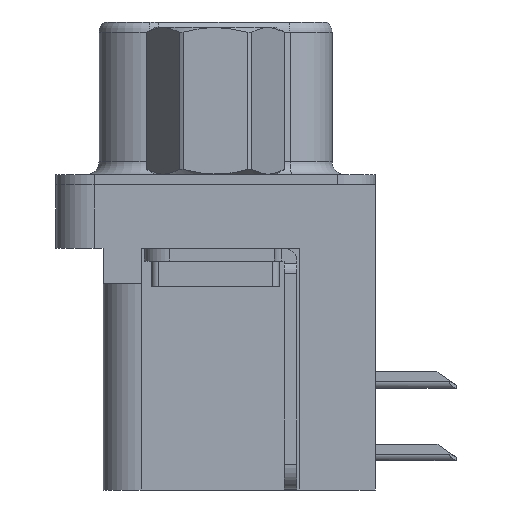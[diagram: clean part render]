
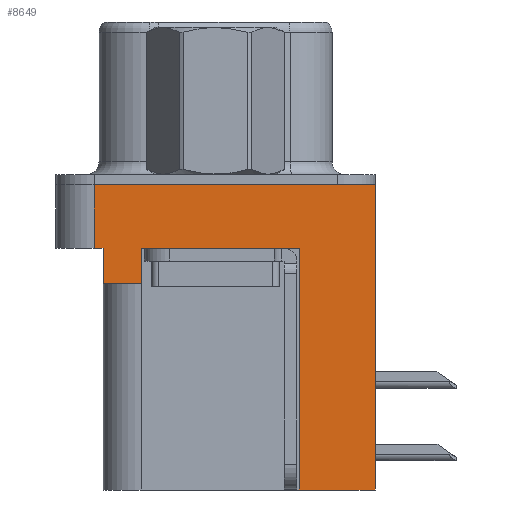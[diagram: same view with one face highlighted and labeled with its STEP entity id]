
A CAD part, left-side view. The second image highlights one B-rep face of the part: STEP entity #8649.
In plain terms, the highlighted planar face has unit normal (-1, 0, 0).
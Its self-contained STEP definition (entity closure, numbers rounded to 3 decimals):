
#213 = CARTESIAN_POINT ( 'NONE',  ( -2.91, -6.275, -2.5 ) ) ;
#301 = LINE ( 'NONE', #14438, #2079 ) ;
#516 = VECTOR ( 'NONE', #816, 1000. ) ;
#816 = DIRECTION ( 'NONE',  ( 0., 1., 0. ) ) ;
#885 = EDGE_CURVE ( 'NONE', #21094, #17614, #1172, .T. ) ;
#971 = LINE ( 'NONE', #17226, #9644 ) ;
#1172 = LINE ( 'NONE', #6653, #17459 ) ;
#1611 = VERTEX_POINT ( 'NONE', #20984 ) ;
#1752 = CARTESIAN_POINT ( 'NONE',  ( -2.91, -3.295, -2.5 ) ) ;
#1853 = DIRECTION ( 'NONE',  ( -1., 0., 0. ) ) ;
#1930 = EDGE_CURVE ( 'NONE', #2995, #4380, #6248, .T. ) ;
#2045 = LINE ( 'NONE', #7378, #516 ) ;
#2079 = VECTOR ( 'NONE', #3116, 1000. ) ;
#2162 = ORIENTED_EDGE ( 'NONE', *, *, #12457, .F. ) ;
#2406 = LINE ( 'NONE', #12494, #14642 ) ;
#2562 = DIRECTION ( 'NONE',  ( 0., -1., 0. ) ) ;
#2626 = EDGE_CURVE ( 'NONE', #5590, #11111, #19211, .T. ) ;
#2815 = CARTESIAN_POINT ( 'NONE',  ( -2.91, 2.895, -3.9 ) ) ;
#2995 = VERTEX_POINT ( 'NONE', #14214 ) ;
#3116 = DIRECTION ( 'NONE',  ( 0., 0., 1. ) ) ;
#3319 = EDGE_CURVE ( 'NONE', #17614, #11111, #9234, .T. ) ;
#3391 = VERTEX_POINT ( 'NONE', #10313 ) ;
#3665 = VECTOR ( 'NONE', #14297, 1000. ) ;
#3699 = ORIENTED_EDGE ( 'NONE', *, *, #3767, .F. ) ;
#3767 = EDGE_CURVE ( 'NONE', #14338, #1611, #301, .T. ) ;
#4196 = VECTOR ( 'NONE', #2562, 1000. ) ;
#4380 = VERTEX_POINT ( 'NONE', #5311 ) ;
#4455 = ORIENTED_EDGE ( 'NONE', *, *, #2626, .T. ) ;
#5311 = CARTESIAN_POINT ( 'NONE',  ( -2.91, -6.275, 0. ) ) ;
#5394 = CARTESIAN_POINT ( 'NONE',  ( -2.91, 4.425, -3.9 ) ) ;
#5590 = VERTEX_POINT ( 'NONE', #10916 ) ;
#6058 = ORIENTED_EDGE ( 'NONE', *, *, #3319, .F. ) ;
#6067 = DIRECTION ( 'NONE',  ( 0., -1., 0. ) ) ;
#6170 = VECTOR ( 'NONE', #14775, 1000. ) ;
#6183 = CARTESIAN_POINT ( 'NONE',  ( -2.91, -6.275, -2.5 ) ) ;
#6214 = DIRECTION ( 'NONE',  ( 0., 1., 0. ) ) ;
#6248 = LINE ( 'NONE', #7139, #14389 ) ;
#6500 = EDGE_LOOP ( 'NONE', ( #11142, #2162, #18396, #3699, #16551, #8572, #4455, #6058, #15516, #17558 ) ) ;
#6653 = CARTESIAN_POINT ( 'NONE',  ( -2.91, -3.295, -12. ) ) ;
#6789 = DIRECTION ( 'NONE',  ( 0., 0., 1. ) ) ;
#6851 = EDGE_CURVE ( 'NONE', #12558, #5590, #7386, .T. ) ;
#7139 = CARTESIAN_POINT ( 'NONE',  ( -2.91, -6.275, 0. ) ) ;
#7378 = CARTESIAN_POINT ( 'NONE',  ( -2.91, 4.425, -3.9 ) ) ;
#7386 = LINE ( 'NONE', #2815, #14519 ) ;
#7616 = FACE_OUTER_BOUND ( 'NONE', #6500, .T. ) ;
#8572 = ORIENTED_EDGE ( 'NONE', *, *, #6851, .T. ) ;
#8618 = DIRECTION ( 'NONE',  ( 0., -1., 0. ) ) ;
#8649 = ADVANCED_FACE ( 'NONE', ( #7616 ), #9910, .T. ) ;
#9234 = LINE ( 'NONE', #12663, #3665 ) ;
#9644 = VECTOR ( 'NONE', #6067, 1000. ) ;
#9910 = PLANE ( 'NONE',  #15112 ) ;
#10185 = EDGE_CURVE ( 'NONE', #3391, #1611, #971, .T. ) ;
#10313 = CARTESIAN_POINT ( 'NONE',  ( -2.91, 4.775, -2.5 ) ) ;
#10865 = CARTESIAN_POINT ( 'NONE',  ( -2.91, 2.895, -3.9 ) ) ;
#10916 = CARTESIAN_POINT ( 'NONE',  ( -2.91, 2.895, -2.5 ) ) ;
#11111 = VERTEX_POINT ( 'NONE', #1752 ) ;
#11142 = ORIENTED_EDGE ( 'NONE', *, *, #1930, .F. ) ;
#12358 = CARTESIAN_POINT ( 'NONE',  ( -2.91, -6.275, -12. ) ) ;
#12457 = EDGE_CURVE ( 'NONE', #3391, #2995, #2406, .T. ) ;
#12494 = CARTESIAN_POINT ( 'NONE',  ( -2.91, 4.775, -2.5 ) ) ;
#12558 = VERTEX_POINT ( 'NONE', #10865 ) ;
#12637 = DIRECTION ( 'NONE',  ( 0., 0., 1. ) ) ;
#12663 = CARTESIAN_POINT ( 'NONE',  ( -2.91, -3.295, -12. ) ) ;
#14214 = CARTESIAN_POINT ( 'NONE',  ( -2.91, 4.775, 0. ) ) ;
#14297 = DIRECTION ( 'NONE',  ( 0., 0., 1. ) ) ;
#14338 = VERTEX_POINT ( 'NONE', #5394 ) ;
#14389 = VECTOR ( 'NONE', #8618, 1000. ) ;
#14438 = CARTESIAN_POINT ( 'NONE',  ( -2.91, 4.425, -3.9 ) ) ;
#14519 = VECTOR ( 'NONE', #20600, 1000. ) ;
#14642 = VECTOR ( 'NONE', #12637, 1000. ) ;
#14775 = DIRECTION ( 'NONE',  ( 0., 0., 1. ) ) ;
#15112 = AXIS2_PLACEMENT_3D ( 'NONE', #213, #1853, #6789 ) ;
#15516 = ORIENTED_EDGE ( 'NONE', *, *, #885, .F. ) ;
#15652 = CARTESIAN_POINT ( 'NONE',  ( -2.91, -6.275, -2.5 ) ) ;
#16551 = ORIENTED_EDGE ( 'NONE', *, *, #19896, .F. ) ;
#17226 = CARTESIAN_POINT ( 'NONE',  ( -2.91, -6.275, -2.5 ) ) ;
#17459 = VECTOR ( 'NONE', #6214, 1000. ) ;
#17558 = ORIENTED_EDGE ( 'NONE', *, *, #18915, .T. ) ;
#17614 = VERTEX_POINT ( 'NONE', #19731 ) ;
#18396 = ORIENTED_EDGE ( 'NONE', *, *, #10185, .T. ) ;
#18915 = EDGE_CURVE ( 'NONE', #21094, #4380, #20406, .T. ) ;
#19211 = LINE ( 'NONE', #15652, #4196 ) ;
#19731 = CARTESIAN_POINT ( 'NONE',  ( -2.91, -3.295, -12. ) ) ;
#19896 = EDGE_CURVE ( 'NONE', #12558, #14338, #2045, .T. ) ;
#20406 = LINE ( 'NONE', #6183, #6170 ) ;
#20600 = DIRECTION ( 'NONE',  ( 0., 0., 1. ) ) ;
#20984 = CARTESIAN_POINT ( 'NONE',  ( -2.91, 4.425, -2.5 ) ) ;
#21094 = VERTEX_POINT ( 'NONE', #12358 ) ;
